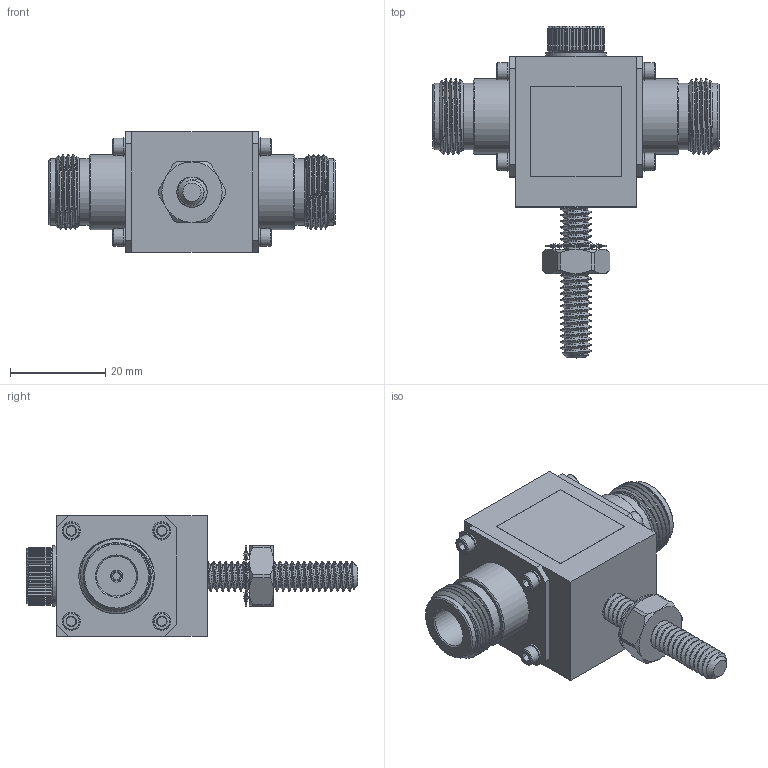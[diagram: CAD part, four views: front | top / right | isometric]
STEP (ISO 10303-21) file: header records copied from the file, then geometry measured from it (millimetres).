
FILE_DESCRIPTION (( 'STEP AP203' ), '1' );
FILE_NAME ('PE7301-1_3D.step', '2021-02-24T21:47:23', ( '' ), ( '' ), 'SwSTEP 2.0', 'SolidWorks 2018', '' );
FILE_SCHEMA (( 'CONFIG_CONTROL_DESIGN' ));
Length unit declared in the file: inch
Products named in the file (1): PE7301-1_3D
Bounding box: 60.25 x 69.85 x 25.45 mm (x, y, z)
Volume: 29184.4 mm3; surface area: 9342.7 mm2
Topology: 2 solids, 3 shells, 540 faces, 1354 edges, 869 vertices
Faces by surface type: plane 262, cylinder 123, cone 102, bspline 53
Full cylindrical faces by diameter (mm): 2.54 x1, 3.658 x8, 3.856 x8, 8.382 x2, 12.7 x1, 12.837 x1, 13.971 x4, 15.875 x2
Entity records: 30120 total; most frequent: CARTESIAN_POINT 18359, ORIENTED_EDGE 2542, DIRECTION 2123, EDGE_CURVE 1271, VERTEX_POINT 847, AXIS2_PLACEMENT_3D 825, EDGE_LOOP 642, FACE_OUTER_BOUND 562
